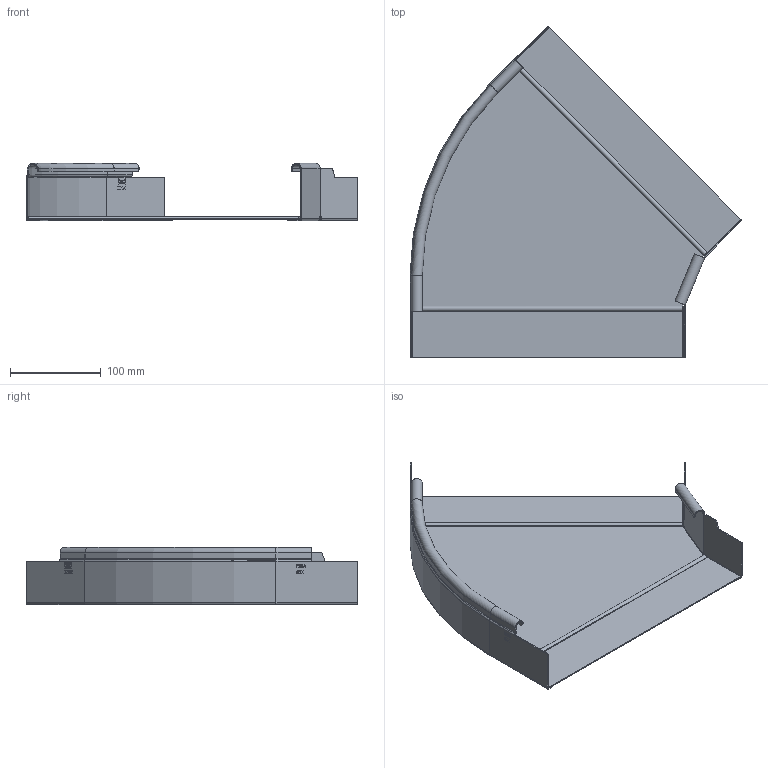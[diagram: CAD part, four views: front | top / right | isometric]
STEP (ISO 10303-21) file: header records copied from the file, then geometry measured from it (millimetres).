
FILE_DESCRIPTION((''),'2;1');
FILE_NAME('6041046_ASM','2012-10-01T',('AndreasKeweloh'),(''),'PRO/ENGINEER BY PARAMETRIC TECHNOLOGY CORPORATION, 2012230','PRO/ENGINEER BY PARAMETRIC TECHNOLOGY CORPORATION, 2012230','');
FILE_SCHEMA(('CONFIG_CONTROL_DESIGN'));
Length unit declared in the file: millimetre
Products named in the file (4): 6041046_INNENHOLM60; 6041046_BODENBLECH_300; 6041046_AUSSENHOLM_330; 6041046_ASM
Assembly tree (3 placements, depth 2):
  6041046_ASM
    6041046_INNENHOLM60
    6041046_BODENBLECH_300
    6041046_AUSSENHOLM_330
Bounding box: 366.23 x 366.1 x 63 mm (x, y, z)
Volume: 170554.9 mm3; surface area: 276402.5 mm2
Topology: 3 solids, 3 shells, 374 faces, 953 edges, 609 vertices
Faces by surface type: plane 235, cylinder 73, extrusion 52, torus 8, bspline 6
Entity records: 13850 total; most frequent: CARTESIAN_POINT 4858, ORIENTED_EDGE 1906, DIRECTION 1672, EDGE_CURVE 953, VECTOR 742, LINE 690, VERTEX_POINT 609, AXIS2_PLACEMENT_3D 465
